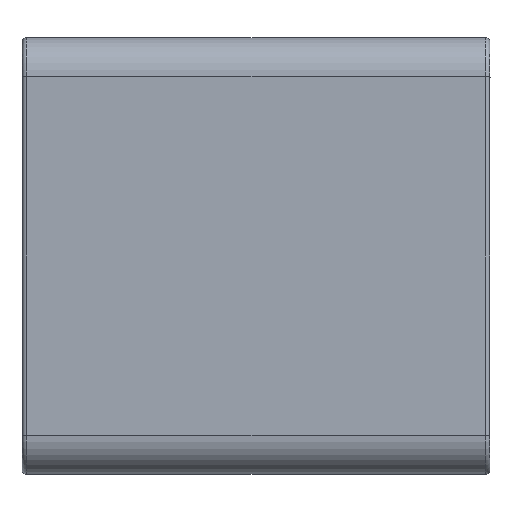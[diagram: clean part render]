
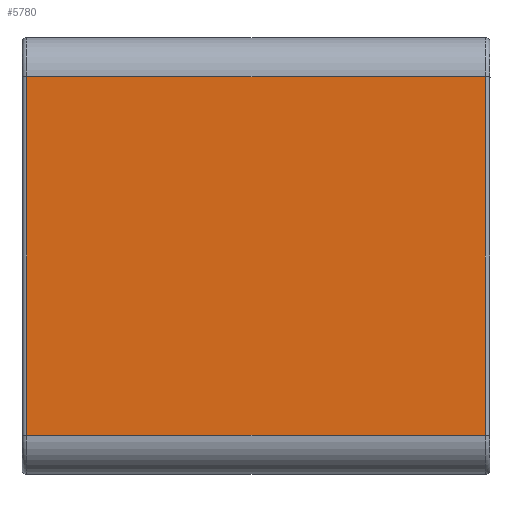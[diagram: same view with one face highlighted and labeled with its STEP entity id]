
A CAD part, left-side view. The second image highlights one B-rep face of the part: STEP entity #5780.
In plain terms, the highlighted planar face has unit normal (-1, 0, 0).
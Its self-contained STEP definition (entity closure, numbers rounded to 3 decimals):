
#1193=DIRECTION('',(0.,0.,1.));
#1194=VECTOR('',#1193,230.);
#1195=CARTESIAN_POINT('',(-150.,-3.,-115.));
#1196=LINE('',#1195,#1194);
#1197=DIRECTION('',(0.,1.,0.));
#1198=VECTOR('',#1197,294.);
#1199=CARTESIAN_POINT('',(-150.,-297.,115.));
#1200=LINE('',#1199,#1198);
#1201=DIRECTION('',(0.,0.,-1.));
#1202=VECTOR('',#1201,230.);
#1203=CARTESIAN_POINT('',(-150.,-297.,115.));
#1204=LINE('',#1203,#1202);
#1205=DIRECTION('',(0.,-1.,0.));
#1206=VECTOR('',#1205,294.);
#1207=CARTESIAN_POINT('',(-150.,-3.,-115.));
#1208=LINE('',#1207,#1206);
#2087=CARTESIAN_POINT('',(-150.,-3.,-115.));
#2088=VERTEX_POINT('',#2087);
#2091=CARTESIAN_POINT('',(-150.,-3.,115.));
#2092=VERTEX_POINT('',#2091);
#2119=CARTESIAN_POINT('',(-150.,-297.,115.));
#2120=VERTEX_POINT('',#2119);
#2123=CARTESIAN_POINT('',(-150.,-297.,-115.));
#2124=VERTEX_POINT('',#2123);
#5767=CARTESIAN_POINT('',(-150.,-9.,0.));
#5768=DIRECTION('',(-1.,0.,0.));
#5769=DIRECTION('',(0.,0.,1.));
#5770=AXIS2_PLACEMENT_3D('',#5767,#5768,#5769);
#5771=PLANE('',#5770);
#5772=ORIENTED_EDGE('',*,*,#5649,.T.);
#5774=ORIENTED_EDGE('',*,*,#5773,.F.);
#5776=ORIENTED_EDGE('',*,*,#5775,.T.);
#5777=ORIENTED_EDGE('',*,*,#5759,.F.);
#5778=EDGE_LOOP('',(#5772,#5774,#5776,#5777));
#5779=FACE_OUTER_BOUND('',#5778,.F.);
#5780=ADVANCED_FACE('',(#5779),#5771,.T.);
#5649=EDGE_CURVE('',#2088,#2092,#1196,.T.);
#5759=EDGE_CURVE('',#2088,#2124,#1208,.T.);
#5773=EDGE_CURVE('',#2120,#2092,#1200,.T.);
#5775=EDGE_CURVE('',#2120,#2124,#1204,.T.);
